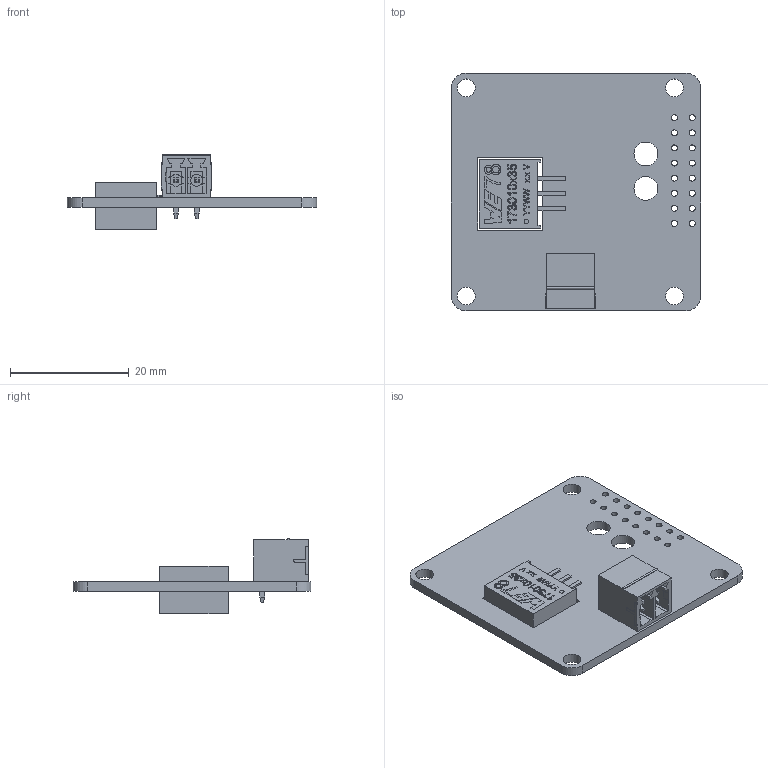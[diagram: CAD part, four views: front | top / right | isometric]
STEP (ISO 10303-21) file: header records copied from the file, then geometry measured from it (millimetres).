
FILE_DESCRIPTION(('FreeCAD Model'),'2;1');
FILE_NAME('Open CASCADE Shape Model','2022-04-01T15:21:12',( 'kicad StepUp'),('ksu MCAD'),'Open CASCADE STEP processor 7.5', 'FreeCAD','Unknown');
FILE_SCHEMA(('AUTOMOTIVE_DESIGN { 1 0 10303 214 1 1 1 1 }'));
Length unit declared in the file: millimetre
Products named in the file (7): esp32-power-supply; Board_Geoms_efbd; Pcb_efbd; Step_Models_efbd; Top_efbd; P1_2er_Phoenix_Buchse_Grün_615EE5D2; U1_WPMDL110_side_615EE5F7
Assembly tree (6 placements, depth 4):
  esp32-power-supply
    Board_Geoms_efbd
      Pcb_efbd
    Step_Models_efbd
      Top_efbd
        P1_2er_Phoenix_Buchse_Grün_615EE5D2
        U1_WPMDL110_side_615EE5F7
Bounding box: 41.9 x 40 x 12.73 mm (x, y, z)
Volume: 3551.2 mm3; surface area: 4912.5 mm2
Topology: 3 solids, 3 shells, 431 faces, 1146 edges, 756 vertices
Faces by surface type: plane 326, bspline 53, cylinder 52
Full cylindrical faces by diameter (mm): 0.75 x1, 1 x16, 1.4 x2, 2 x2, 3 x4, 4 x2
Entity records: 17838 total; most frequent: CARTESIAN_POINT 4772, ORIENTED_EDGE 2292, DIRECTION 1717, EDGE_CURVE 1146, VERTEX_POINT 756, LINE 731, VECTOR 731, FACE_BOUND 516
